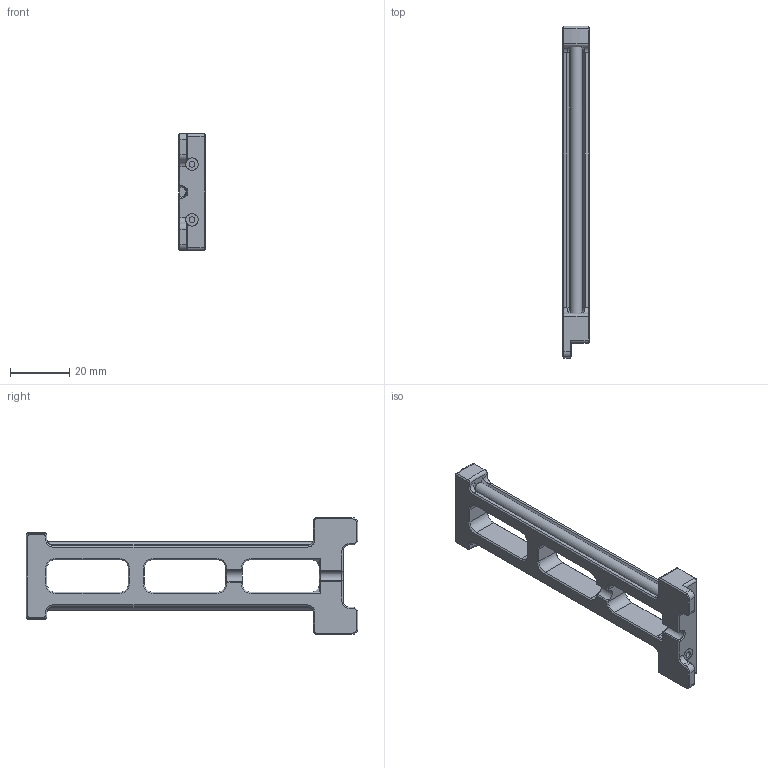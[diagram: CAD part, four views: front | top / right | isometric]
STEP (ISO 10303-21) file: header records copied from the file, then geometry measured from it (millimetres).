
FILE_DESCRIPTION(/* description */ (''),/* implementation_level */ '2;1');
FILE_NAME(/* name */ 'V0.1_Spool_Holder_extended_v4.step',/* time_stamp */ '2023-03-07T13:13:40+01:00',/* author */ (''),/* organization */ (''),/* preprocessor_version */ 'ST-DEVELOPER v19.2',/* originating_system */ 'Autodesk Translation Framework v11.17.0.187',/* authorisation */ '');
FILE_SCHEMA (('AUTOMOTIVE_DESIGN { 1 0 10303 214 3 1 1 }'));
Length unit declared in the file: millimetre
Products named in the file (2): V0 Spool Holder extended; Spool_Holder_V0-1
Assembly tree (1 placements, depth 2):
  V0 Spool Holder extended
    Spool_Holder_V0-1
Bounding box: 9 x 112 x 39.4 mm (x, y, z)
Volume: 14018 mm3; surface area: 12974.1 mm2
Topology: 3 solids, 3 shells, 239 faces, 593 edges, 354 vertices
Faces by surface type: plane 106, cylinder 46, cone 43, bspline 32, torus 12
Full cylindrical faces by diameter (mm): 2 x2, 4.2 x4
Entity records: 8549 total; most frequent: CARTESIAN_POINT 3045, ORIENTED_EDGE 1186, DIRECTION 1046, EDGE_CURVE 593, LINE 356, VECTOR 356, VERTEX_POINT 354, AXIS2_PLACEMENT_3D 345
